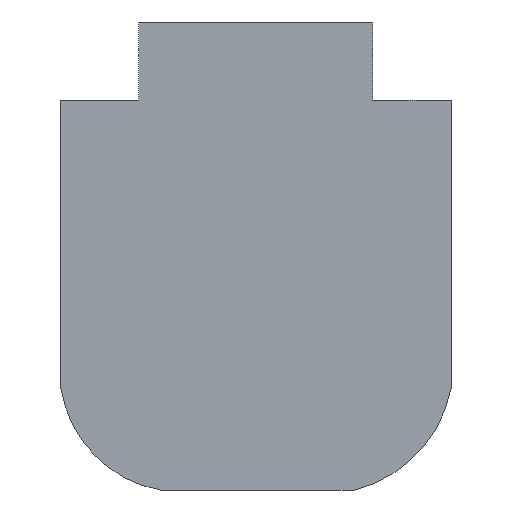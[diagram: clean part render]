
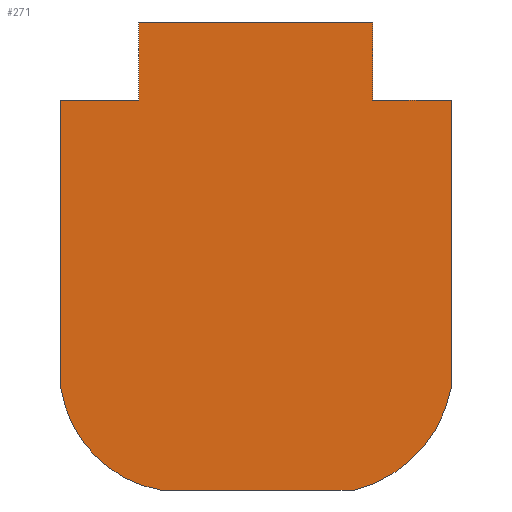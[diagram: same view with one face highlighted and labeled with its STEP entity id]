
A CAD part, front view. The second image highlights one B-rep face of the part: STEP entity #271.
In plain terms, the highlighted planar face has unit normal (0, -1, 0).
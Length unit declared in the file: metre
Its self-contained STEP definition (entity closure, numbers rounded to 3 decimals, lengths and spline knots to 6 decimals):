
#26=CIRCLE('',#292,0.015667);
#28=CIRCLE('',#296,0.016591);
#86=ORIENTED_EDGE('',*,*,#100,.F.);
#87=ORIENTED_EDGE('',*,*,#106,.T.);
#88=ORIENTED_EDGE('',*,*,#109,.T.);
#89=ORIENTED_EDGE('',*,*,#112,.T.);
#90=ORIENTED_EDGE('',*,*,#115,.T.);
#91=ORIENTED_EDGE('',*,*,#120,.F.);
#92=ORIENTED_EDGE('',*,*,#123,.F.);
#93=ORIENTED_EDGE('',*,*,#126,.F.);
#94=ORIENTED_EDGE('',*,*,#129,.F.);
#95=ORIENTED_EDGE('',*,*,#132,.F.);
#100=EDGE_CURVE('',#134,#135,#158,.T.);
#106=EDGE_CURVE('',#134,#140,#162,.T.);
#109=EDGE_CURVE('',#140,#142,#26,.T.);
#112=EDGE_CURVE('',#142,#144,#166,.T.);
#115=EDGE_CURVE('',#144,#146,#28,.T.);
#120=EDGE_CURVE('',#150,#146,#170,.T.);
#123=EDGE_CURVE('',#152,#150,#173,.T.);
#126=EDGE_CURVE('',#154,#152,#176,.T.);
#129=EDGE_CURVE('',#156,#154,#179,.T.);
#132=EDGE_CURVE('',#135,#156,#182,.T.);
#134=VERTEX_POINT('',#384);
#135=VERTEX_POINT('',#385);
#140=VERTEX_POINT('',#397);
#142=VERTEX_POINT('',#403);
#144=VERTEX_POINT('',#409);
#146=VERTEX_POINT('',#415);
#150=VERTEX_POINT('',#425);
#152=VERTEX_POINT('',#431);
#154=VERTEX_POINT('',#437);
#156=VERTEX_POINT('',#443);
#158=LINE('',#383,#184);
#162=LINE('',#396,#188);
#166=LINE('',#408,#192);
#170=LINE('',#424,#196);
#173=LINE('',#430,#199);
#176=LINE('',#436,#202);
#179=LINE('',#442,#205);
#182=LINE('',#448,#208);
#184=VECTOR('',#313,1.);
#188=VECTOR('',#323,1.);
#192=VECTOR('',#335,1.);
#196=VECTOR('',#351,1.);
#199=VECTOR('',#356,1.);
#202=VECTOR('',#361,1.);
#205=VECTOR('',#366,1.);
#208=VECTOR('',#371,1.);
#225=EDGE_LOOP('',(#86,#87,#88,#89,#90,#91,#92,#93,#94,#95));
#245=FACE_BOUND('',#225,.T.);
#259=PLANE('',#306);
#271=ADVANCED_FACE('',(#245),#259,.T.);
#292=AXIS2_PLACEMENT_3D('',#402,#328,#329);
#296=AXIS2_PLACEMENT_3D('',#414,#340,#341);
#306=AXIS2_PLACEMENT_3D('',#451,#375,#376);
#313=DIRECTION('',(1.,0.,0.));
#323=DIRECTION('',(0.,0.,-1.));
#328=DIRECTION('',(0.,-1.,0.));
#329=DIRECTION('',(0.,0.,-1.));
#335=DIRECTION('',(1.,0.,0.));
#340=DIRECTION('',(0.,-1.,0.));
#341=DIRECTION('',(0.,0.,-1.));
#351=DIRECTION('',(0.,0.,-1.));
#356=DIRECTION('',(1.,0.,0.));
#361=DIRECTION('',(0.,0.,-1.));
#366=DIRECTION('',(1.,0.,0.));
#371=DIRECTION('',(0.,0.,1.));
#375=DIRECTION('',(0.,-1.,0.));
#376=DIRECTION('',(1.,0.,0.));
#383=CARTESIAN_POINT('',(-0.019711,0.,0.015028));
#384=CARTESIAN_POINT('',(-0.024711,0.,0.015028));
#385=CARTESIAN_POINT('',(-0.014711,0.,0.015028));
#396=CARTESIAN_POINT('',(-0.024711,0.,-0.003468));
#397=CARTESIAN_POINT('',(-0.024711,0.,-0.021963));
#402=CARTESIAN_POINT('',(-0.009231,0.,-0.019551));
#403=CARTESIAN_POINT('',(-0.011993,0.,-0.034972));
#408=CARTESIAN_POINT('',(0.000433,0.,-0.034972));
#409=CARTESIAN_POINT('',(0.01286,0.,-0.034972));
#414=CARTESIAN_POINT('',(0.008995,0.,-0.018838));
#415=CARTESIAN_POINT('',(0.025289,0.,-0.021963));
#424=CARTESIAN_POINT('',(0.025289,0.,-0.003468));
#425=CARTESIAN_POINT('',(0.025289,0.,0.015028));
#430=CARTESIAN_POINT('',(0.020289,0.,0.015028));
#431=CARTESIAN_POINT('',(0.015289,0.,0.015028));
#436=CARTESIAN_POINT('',(0.015289,0.,0.020028));
#437=CARTESIAN_POINT('',(0.015289,0.,0.025028));
#442=CARTESIAN_POINT('',(0.000289,0.,0.025028));
#443=CARTESIAN_POINT('',(-0.014711,0.,0.025028));
#448=CARTESIAN_POINT('',(-0.014711,0.,0.020028));
#451=CARTESIAN_POINT('',(0.000289,0.,-0.004972));
